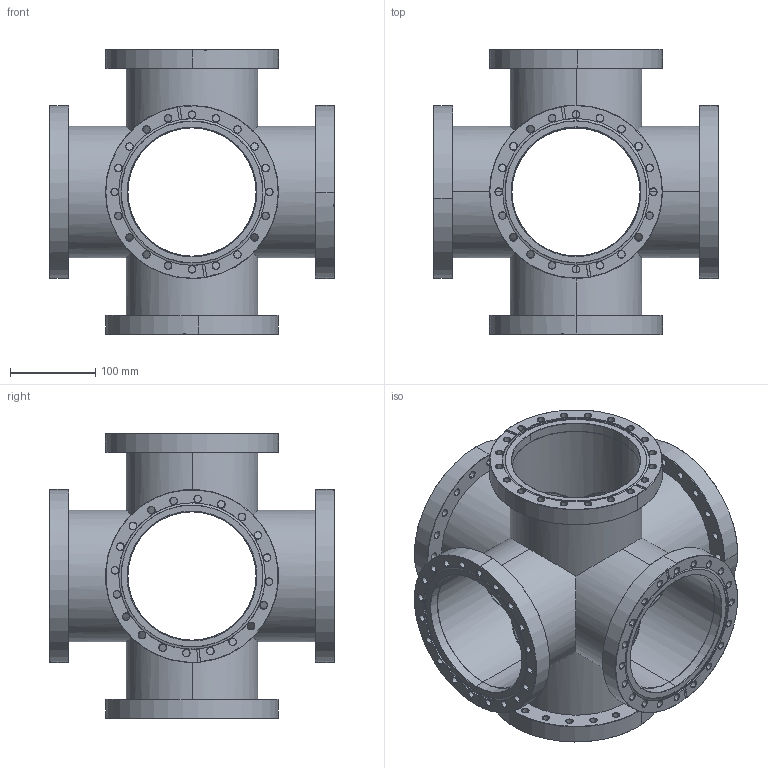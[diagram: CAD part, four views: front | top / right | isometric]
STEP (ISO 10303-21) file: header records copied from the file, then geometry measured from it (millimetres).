
FILE_DESCRIPTION (( 'STEP AP214' ), '1' );
FILE_NAME ('Hositrad_FX6-150-150R-Cross.STEP', '2012-03-09T13:01:34', ( 'Beheerder' ), ( 'Hewlett-Packard Company' ), 'SwSTEP 2.0', 'SolidWorks 2011', '' );
FILE_SCHEMA (( 'AUTOMOTIVE_DESIGN' ));
Length unit declared in the file: millimetre
Products named in the file (6): NW150CF-R-OuterWeld_-154; NW150CF-R-Weld; NW150CF-R-InnerWeld_-154; NW150CF-Weld_-154; Cross-6-154; Hositrad_FX6-150-150R-Cross
Assembly tree (9 placements, depth 3):
  Hositrad_FX6-150-150R-Cross
    Cross-6-154
    NW150CF-Weld_-154  x3
    NW150CF-R-Weld  x3
      NW150CF-R-OuterWeld_-154
      NW150CF-R-InnerWeld_-154
Bounding box: 333.4 x 333.4 x 333.4 mm (x, y, z)
Volume: 2154838.5 mm3; surface area: 942510.6 mm2
Topology: 10 solids, 10 shells, 974 faces, 2273 edges, 1321 vertices
Faces by surface type: cone 564, cylinder 324, plane 66, bspline 12, sphere 8
Entity records: 11253 total; most frequent: CARTESIAN_POINT 2527, DIRECTION 1947, ORIENTED_EDGE 1686, EDGE_CURVE 843, AXIS2_PLACEMENT_3D 807, VERTEX_POINT 491, EDGE_LOOP 452, CIRCLE 448
